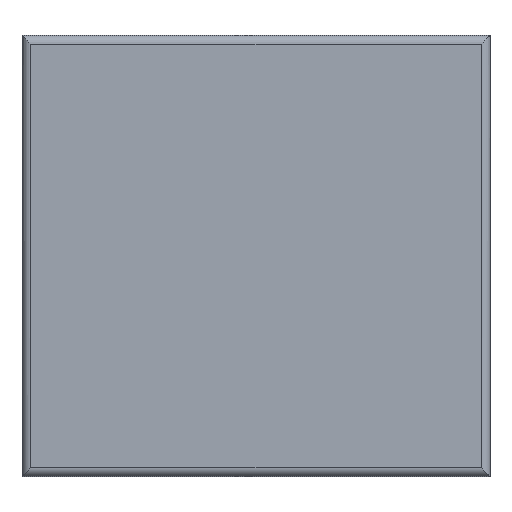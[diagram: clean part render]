
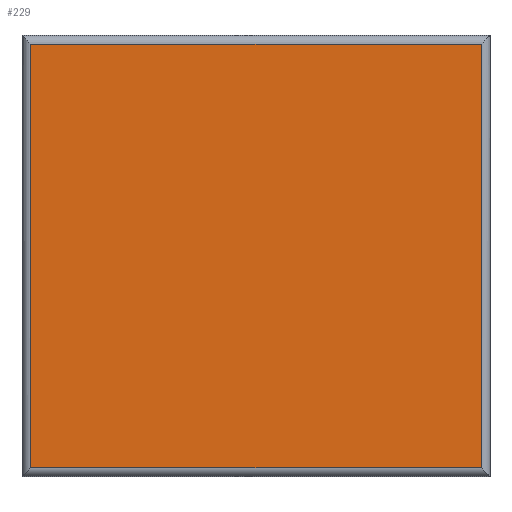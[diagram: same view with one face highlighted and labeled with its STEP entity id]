
A CAD part, front view. The second image highlights one B-rep face of the part: STEP entity #229.
In plain terms, the highlighted planar face has unit normal (0, -1, 0).
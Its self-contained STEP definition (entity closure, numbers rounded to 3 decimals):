
#88 = CARTESIAN_POINT ( 'NONE',  ( 12.75, 0., 12.5 ) ) ;
#104 = CARTESIAN_POINT ( 'NONE',  ( -13.25, 0., 12. ) ) ;
#216 = DIRECTION ( 'NONE',  ( 0., 0., 1. ) ) ;
#229 = ADVANCED_FACE ( 'NONE', ( #955 ), #609, .F. ) ;
#233 = ORIENTED_EDGE ( 'NONE', *, *, #1557, .T. ) ;
#260 = LINE ( 'NONE', #596, #1004 ) ;
#274 = EDGE_CURVE ( 'NONE', #384, #810, #725, .T. ) ;
#287 = EDGE_CURVE ( 'NONE', #374, #384, #589, .T. ) ;
#289 = CARTESIAN_POINT ( 'NONE',  ( 12.75, 0., 12. ) ) ;
#374 = VERTEX_POINT ( 'NONE', #289 ) ;
#384 = VERTEX_POINT ( 'NONE', #733 ) ;
#398 = VECTOR ( 'NONE', #941, 1000. ) ;
#455 = VECTOR ( 'NONE', #216, 1000. ) ;
#523 = CARTESIAN_POINT ( 'NONE',  ( -12.75, 0., -12. ) ) ;
#589 = LINE ( 'NONE', #104, #398 ) ;
#596 = CARTESIAN_POINT ( 'NONE',  ( 13.25, 0., -12. ) ) ;
#609 = PLANE ( 'NONE',  #1022 ) ;
#616 = CARTESIAN_POINT ( 'NONE',  ( 12.75, 0., -12. ) ) ;
#697 = DIRECTION ( 'NONE',  ( 0., 0., -1. ) ) ;
#711 = DIRECTION ( 'NONE',  ( 0., 0., 1. ) ) ;
#717 = CARTESIAN_POINT ( 'NONE',  ( -13.25, 0., 12.5 ) ) ;
#725 = LINE ( 'NONE', #1217, #1071 ) ;
#733 = CARTESIAN_POINT ( 'NONE',  ( -12.75, 0., 12. ) ) ;
#810 = VERTEX_POINT ( 'NONE', #523 ) ;
#831 = VERTEX_POINT ( 'NONE', #616 ) ;
#851 = ORIENTED_EDGE ( 'NONE', *, *, #287, .T. ) ;
#941 = DIRECTION ( 'NONE',  ( -1., 0., 0. ) ) ;
#953 = LINE ( 'NONE', #88, #455 ) ;
#955 = FACE_OUTER_BOUND ( 'NONE', #1471, .T. ) ;
#1004 = VECTOR ( 'NONE', #1571, 1000. ) ;
#1022 = AXIS2_PLACEMENT_3D ( 'NONE', #717, #1452, #711 ) ;
#1037 = ORIENTED_EDGE ( 'NONE', *, *, #274, .T. ) ;
#1071 = VECTOR ( 'NONE', #697, 1000. ) ;
#1084 = EDGE_CURVE ( 'NONE', #831, #374, #953, .T. ) ;
#1217 = CARTESIAN_POINT ( 'NONE',  ( -12.75, 0., 12.5 ) ) ;
#1414 = ORIENTED_EDGE ( 'NONE', *, *, #1084, .T. ) ;
#1452 = DIRECTION ( 'NONE',  ( 0., 1., 0. ) ) ;
#1471 = EDGE_LOOP ( 'NONE', ( #851, #1037, #233, #1414 ) ) ;
#1557 = EDGE_CURVE ( 'NONE', #810, #831, #260, .T. ) ;
#1571 = DIRECTION ( 'NONE',  ( 1., 0., 0. ) ) ;
